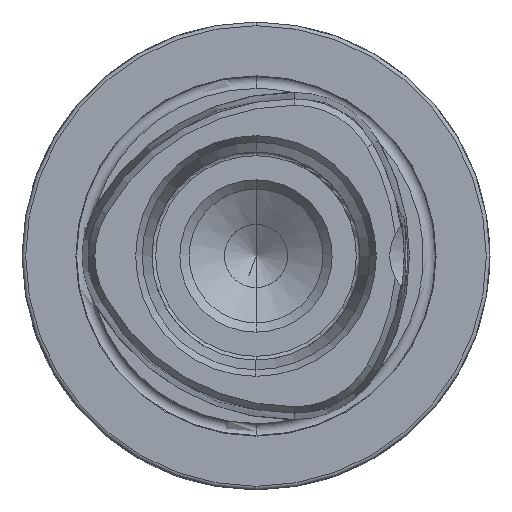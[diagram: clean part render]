
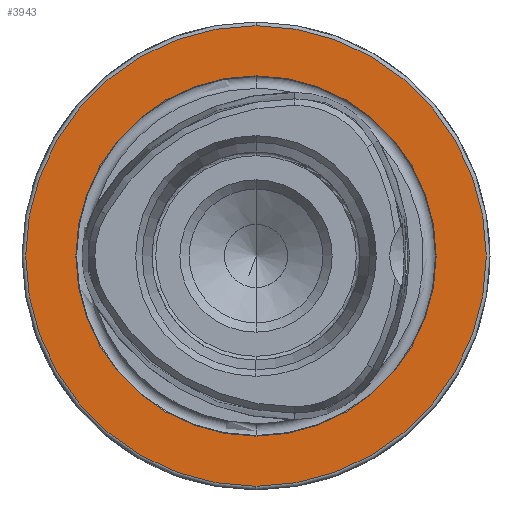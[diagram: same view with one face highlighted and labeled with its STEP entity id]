
A CAD part, left-side view. The second image highlights one B-rep face of the part: STEP entity #3943.
In plain terms, the highlighted planar face has unit normal (-1, 0, 0).
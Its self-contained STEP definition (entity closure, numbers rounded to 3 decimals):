
#128 = EDGE_CURVE ( 'NONE', #1788, #1786, #6846, .T. ) ;
#1361 = EDGE_LOOP ( 'NONE', ( #7118, #7117 ) ) ;
#1450 = EDGE_LOOP ( 'NONE', ( #7062, #7119 ) ) ;
#1786 = VERTEX_POINT ( 'NONE', #4814 ) ;
#1788 = VERTEX_POINT ( 'NONE', #4676 ) ;
#1790 = VERTEX_POINT ( 'NONE', #4809 ) ;
#1791 = VERTEX_POINT ( 'NONE', #4808 ) ;
#2257 = AXIS2_PLACEMENT_3D ( 'NONE', #8662, #8655, #8654 ) ;
#2522 = DIRECTION ( 'NONE',  ( 0., 0., 1. ) ) ;
#2523 = DIRECTION ( 'NONE',  ( -1., 0., 0. ) ) ;
#2524 = CARTESIAN_POINT ( 'NONE',  ( 0., 0., 0. ) ) ;
#3274 = EDGE_CURVE ( 'NONE', #1790, #1791, #6789, .T. ) ;
#3279 = EDGE_CURVE ( 'NONE', #1786, #1788, #6779, .T. ) ;
#3738 = EDGE_CURVE ( 'NONE', #1791, #1790, #6079, .T. ) ;
#3943 = ADVANCED_FACE ( 'NONE', ( #6426, #6422 ), #8658, .F. ) ;
#4676 = CARTESIAN_POINT ( 'NONE',  ( 0., 0., 24.25 ) ) ;
#4808 = CARTESIAN_POINT ( 'NONE',  ( 0., 0., -31. ) ) ;
#4809 = CARTESIAN_POINT ( 'NONE',  ( 0., 0., 31. ) ) ;
#4814 = CARTESIAN_POINT ( 'NONE',  ( 0., 0., -24.25 ) ) ;
#4838 = DIRECTION ( 'NONE',  ( 0., 0., 1. ) ) ;
#4842 = DIRECTION ( 'NONE',  ( -1., 0., 0. ) ) ;
#4845 = CARTESIAN_POINT ( 'NONE',  ( 0., 0., 0. ) ) ;
#4911 = DIRECTION ( 'NONE',  ( 0., 0., 1. ) ) ;
#4912 = DIRECTION ( 'NONE',  ( -1., 0., 0. ) ) ;
#4913 = CARTESIAN_POINT ( 'NONE',  ( 0., 0., 0. ) ) ;
#4928 = DIRECTION ( 'NONE',  ( 0., 0., 1. ) ) ;
#4930 = DIRECTION ( 'NONE',  ( -1., 0., 0. ) ) ;
#4931 = CARTESIAN_POINT ( 'NONE',  ( 0., 0., 0. ) ) ;
#5517 = AXIS2_PLACEMENT_3D ( 'NONE', #2524, #2523, #2522 ) ;
#5788 = AXIS2_PLACEMENT_3D ( 'NONE', #4913, #4912, #4911 ) ;
#5792 = AXIS2_PLACEMENT_3D ( 'NONE', #4931, #4930, #4928 ) ;
#5803 = AXIS2_PLACEMENT_3D ( 'NONE', #4845, #4842, #4838 ) ;
#6079 = CIRCLE ( 'NONE', #5517, 31. ) ;
#6422 = FACE_OUTER_BOUND ( 'NONE', #1361, .T. ) ;
#6426 = FACE_BOUND ( 'NONE', #1450, .T. ) ;
#6779 = CIRCLE ( 'NONE', #5788, 24.25 ) ;
#6789 = CIRCLE ( 'NONE', #5792, 31. ) ;
#6846 = CIRCLE ( 'NONE', #5803, 24.25 ) ;
#7062 = ORIENTED_EDGE ( 'NONE', *, *, #128, .F. ) ;
#7117 = ORIENTED_EDGE ( 'NONE', *, *, #3738, .T. ) ;
#7118 = ORIENTED_EDGE ( 'NONE', *, *, #3274, .T. ) ;
#7119 = ORIENTED_EDGE ( 'NONE', *, *, #3279, .F. ) ;
#8654 = DIRECTION ( 'NONE',  ( 0., 0., -1. ) ) ;
#8655 = DIRECTION ( 'NONE',  ( 1., 0., 0. ) ) ;
#8658 = PLANE ( 'NONE',  #2257 ) ;
#8662 = CARTESIAN_POINT ( 'NONE',  ( 0., 24.25, 0. ) ) ;
